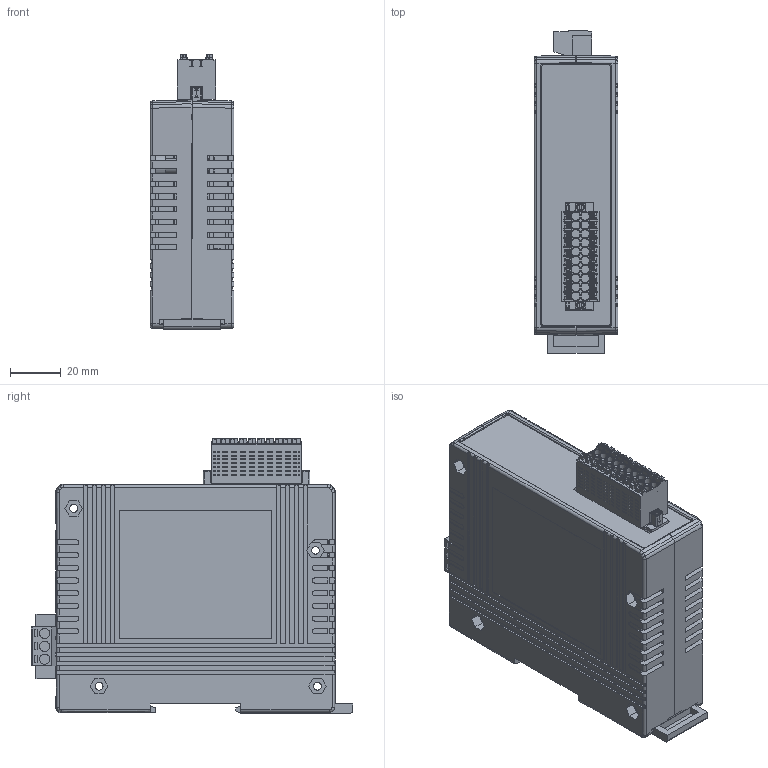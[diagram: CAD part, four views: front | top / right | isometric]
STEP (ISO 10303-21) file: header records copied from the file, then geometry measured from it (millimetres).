
FILE_DESCRIPTION (( 'STEP AP203' ), '1' );
FILE_NAME ('ECAT-2055_20240104.STEP', '2024-01-04T00:56:54', ( 'Windows 使用者' ), ( '' ), 'SwSTEP 2.0', 'SolidWorks 2020', '' );
FILE_SCHEMA (( 'CONFIG_CONTROL_DESIGN' ));
Length unit declared in the file: millimetre
Products named in the file (19): PROFI-2000 滑片(4SI21K0000031); ECAT-2055_02; 4SI21W0000002; ECAT-2055_PCB; 16 LED display; 0156-9A20_90D; ECAT-2055_20240104; Block-5.08-3pin-M; F.G.馬口鐵(4SI21A0000001); 0156-9A20; ECAT-2055_01; 0156-2720; 1x3_90_5.08_そ_猭孽; LED-UP-3P; 4SI21W0000003; 8K LED_16; 2x6pin_2.00mm_SMD; RJ45-1x1_no led
Assembly tree (19 placements, depth 4):
  ECAT-2055_20240104
    ECAT-2055_PCB
      ECAT-2055_PCB
      8K LED_16
        16 LED display
        2x6pin_2.00mm_SMD
      RJ45-1x1_no led  x2
      1x3_90_5.08_そ_猭孽
      Block-5.08-3pin-M
      LED-UP-3P
      0156-9A20_90D
        0156-2720
        0156-9A20
    4SI21W0000003
    F.G.馬口鐵(4SI21A0000001)
    4SI21W0000002
    ECAT-2055_01
    ECAT-2055_02
    PROFI-2000 滑片(4SI21K0000031)
Bounding box: 33 x 126.8 x 108 mm (x, y, z)
Volume: 103607.4 mm3; surface area: 129165 mm2
Topology: 16 solids, 16 shells, 5075 faces, 13277 edges, 8602 vertices
Faces by surface type: plane 3610, cylinder 1227, bspline 172, torus 34, sphere 20, cone 12
Entity records: 162005 total; most frequent: CARTESIAN_POINT 36958, ORIENTED_EDGE 26354, DIRECTION 23981, EDGE_CURVE 13177, VECTOR 9989, LINE 9989, VERTEX_POINT 8550, AXIS2_PLACEMENT_3D 6996
